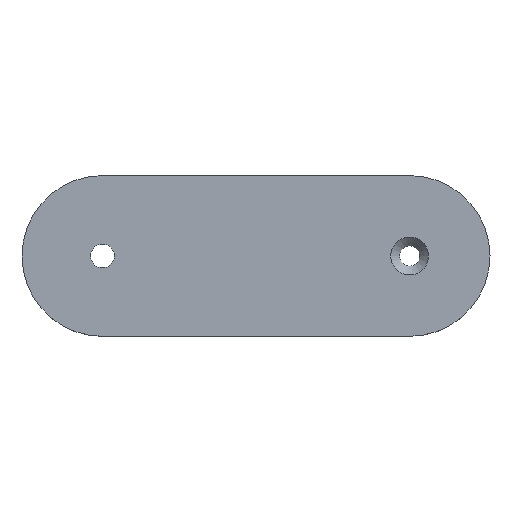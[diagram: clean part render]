
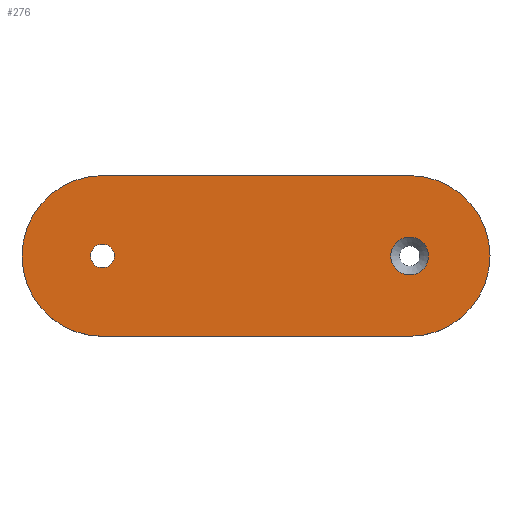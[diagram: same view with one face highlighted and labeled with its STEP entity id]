
A CAD part, top view. The second image highlights one B-rep face of the part: STEP entity #276.
In plain terms, the highlighted planar face has unit normal (0, 0, 1).
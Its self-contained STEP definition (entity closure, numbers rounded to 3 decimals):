
#21=FACE_BOUND('',#59,.T.);
#22=FACE_BOUND('',#60,.T.);
#28=PLANE('',#313);
#38=FACE_OUTER_BOUND('',#58,.T.);
#58=EDGE_LOOP('',(#201,#202,#203,#204));
#59=EDGE_LOOP('',(#205));
#60=EDGE_LOOP('',(#206));
#82=LINE('',#455,#98);
#83=LINE('',#459,#99);
#98=VECTOR('',#364,10.);
#99=VECTOR('',#367,10.);
#113=CIRCLE('',#308,2.5);
#116=CIRCLE('',#314,17.);
#117=CIRCLE('',#315,17.);
#118=CIRCLE('',#316,4.);
#132=VERTEX_POINT('',#442);
#135=VERTEX_POINT('',#453);
#136=VERTEX_POINT('',#454);
#137=VERTEX_POINT('',#456);
#138=VERTEX_POINT('',#458);
#139=VERTEX_POINT('',#461);
#156=EDGE_CURVE('',#132,#132,#113,.T.);
#160=EDGE_CURVE('',#135,#136,#82,.T.);
#161=EDGE_CURVE('',#137,#135,#116,.T.);
#162=EDGE_CURVE('',#138,#137,#83,.T.);
#163=EDGE_CURVE('',#136,#138,#117,.T.);
#164=EDGE_CURVE('',#139,#139,#118,.T.);
#201=ORIENTED_EDGE('',*,*,#160,.F.);
#202=ORIENTED_EDGE('',*,*,#161,.F.);
#203=ORIENTED_EDGE('',*,*,#162,.F.);
#204=ORIENTED_EDGE('',*,*,#163,.F.);
#205=ORIENTED_EDGE('',*,*,#156,.T.);
#206=ORIENTED_EDGE('',*,*,#164,.F.);
#276=ADVANCED_FACE('',(#38,#21,#22),#28,.T.);
#308=AXIS2_PLACEMENT_3D('',#444,#351,#352);
#313=AXIS2_PLACEMENT_3D('',#452,#362,#363);
#314=AXIS2_PLACEMENT_3D('',#457,#365,#366);
#315=AXIS2_PLACEMENT_3D('',#460,#368,#369);
#316=AXIS2_PLACEMENT_3D('',#462,#370,#371);
#351=DIRECTION('center_axis',(0.,0.,-1.));
#352=DIRECTION('ref_axis',(1.,0.,0.));
#362=DIRECTION('center_axis',(0.,0.,1.));
#363=DIRECTION('ref_axis',(1.,0.,0.));
#364=DIRECTION('',(-1.,0.,0.));
#365=DIRECTION('center_axis',(0.,0.,-1.));
#366=DIRECTION('ref_axis',(0.,-1.,0.));
#367=DIRECTION('',(1.,0.,0.));
#368=DIRECTION('center_axis',(0.,0.,-1.));
#369=DIRECTION('ref_axis',(0.,1.,0.));
#370=DIRECTION('center_axis',(0.,0.,1.));
#371=DIRECTION('ref_axis',(1.,0.,0.));
#442=CARTESIAN_POINT('',(-35.,0.,3.));
#444=CARTESIAN_POINT('Origin',(-32.5,0.,3.));
#452=CARTESIAN_POINT('Origin',(0.,0.,
3.));
#453=CARTESIAN_POINT('',(32.5,-17.,3.));
#454=CARTESIAN_POINT('',(-32.5,-17.,3.));
#455=CARTESIAN_POINT('',(-16.25,-17.,3.));
#456=CARTESIAN_POINT('',(32.5,17.,3.));
#457=CARTESIAN_POINT('Origin',(32.5,0.,3.));
#458=CARTESIAN_POINT('',(-32.5,17.,3.));
#459=CARTESIAN_POINT('',(16.25,17.,3.));
#460=CARTESIAN_POINT('Origin',(-32.5,0.,3.));
#461=CARTESIAN_POINT('',(28.5,0.,3.));
#462=CARTESIAN_POINT('Origin',(32.5,0.,3.));
